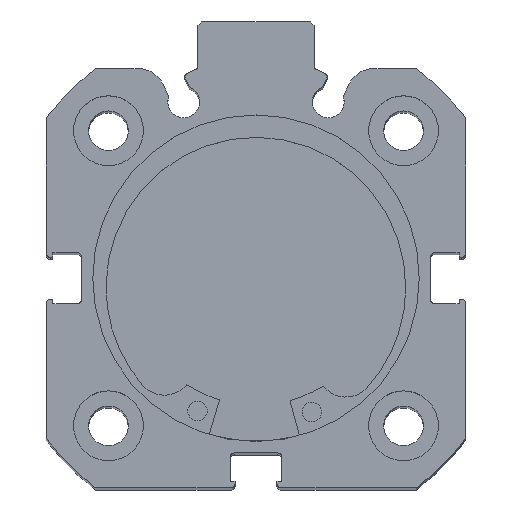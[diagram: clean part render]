
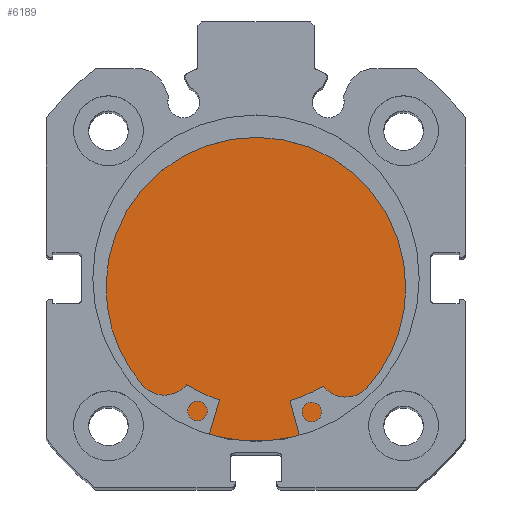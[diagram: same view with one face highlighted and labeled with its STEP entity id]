
A CAD part, top view. The second image highlights one B-rep face of the part: STEP entity #6189.
In plain terms, the highlighted face is planar.
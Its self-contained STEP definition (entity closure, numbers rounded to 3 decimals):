
#443 = EDGE_CURVE ( 'NONE', #964, #2151, #5095, .T. ) ;
#460 = EDGE_CURVE ( 'NONE', #2151, #964, #5156, .T. ) ;
#752 = AXIS2_PLACEMENT_3D ( 'NONE', #1936, #1937, #1938 ) ;
#762 = AXIS2_PLACEMENT_3D ( 'NONE', #1976, #1982, #1983 ) ;
#964 = VERTEX_POINT ( 'NONE', #2485 ) ;
#1936 = CARTESIAN_POINT ( 'NONE',  ( 8.5, 0., 0. ) ) ;
#1937 = DIRECTION ( 'NONE',  ( -1., 0., 0. ) ) ;
#1938 = DIRECTION ( 'NONE',  ( 0., 0., 1. ) ) ;
#1976 = CARTESIAN_POINT ( 'NONE',  ( 8.5, 0., 0. ) ) ;
#1982 = DIRECTION ( 'NONE',  ( -1., 0., 0. ) ) ;
#1983 = DIRECTION ( 'NONE',  ( 0., 0., 1. ) ) ;
#2151 = VERTEX_POINT ( 'NONE', #2526 ) ;
#2485 = CARTESIAN_POINT ( 'NONE',  ( 8.5, 0., -21. ) ) ;
#2526 = CARTESIAN_POINT ( 'NONE',  ( 8.5, 0., 21. ) ) ;
#3500 = CARTESIAN_POINT ( 'NONE',  ( 8.5, 21., 0. ) ) ;
#3501 = PLANE ( 'NONE',  #5153 ) ;
#3503 = DIRECTION ( 'NONE',  ( -1., 0., 0. ) ) ;
#3504 = DIRECTION ( 'NONE',  ( 0., 0., 1. ) ) ;
#3571 = EDGE_LOOP ( 'NONE', ( #4263, #4261 ) ) ;
#4093 = FACE_OUTER_BOUND ( 'NONE', #3571, .T. ) ;
#4261 = ORIENTED_EDGE ( 'NONE', *, *, #443, .F. ) ;
#4263 = ORIENTED_EDGE ( 'NONE', *, *, #460, .F. ) ;
#5095 = CIRCLE ( 'NONE', #752, 21. ) ;
#5153 = AXIS2_PLACEMENT_3D ( 'NONE', #3500, #3503, #3504 ) ;
#5156 = CIRCLE ( 'NONE', #762, 21. ) ;
#6189 = ADVANCED_FACE ( 'NONE', ( #4093 ), #3501, .F. ) ;
